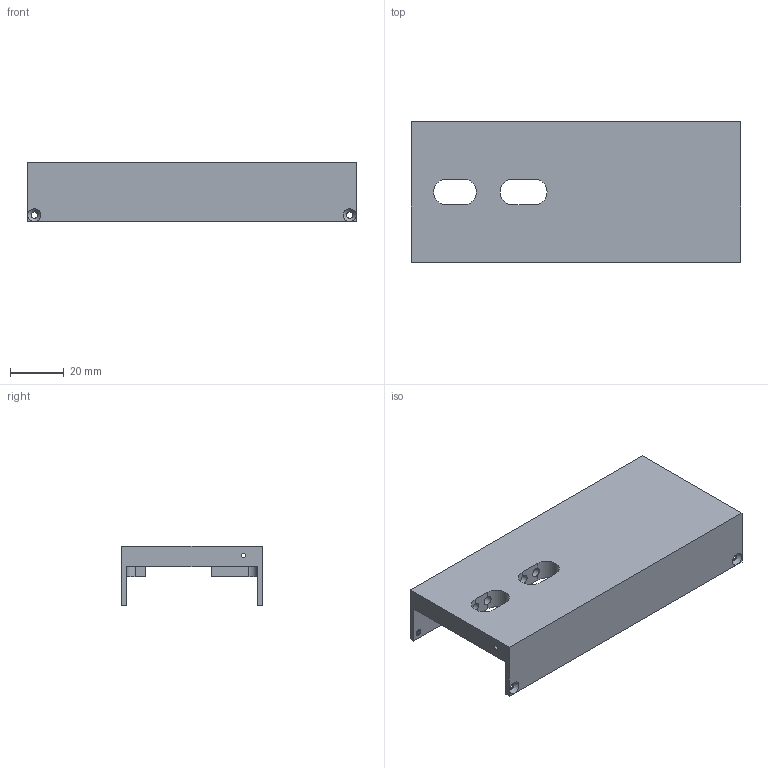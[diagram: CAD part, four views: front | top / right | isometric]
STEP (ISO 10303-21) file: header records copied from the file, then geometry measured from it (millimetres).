
FILE_DESCRIPTION(/* description */ ('Unknown'),/* implementation_level */ '2;1');
FILE_NAME(/* name */ 'PF-391-547-06_LOWER_COVER',/* time_stamp */ '2024-05-02T08:34:12-07:00',/* author */ ('Unknown'),/* organization */ ('Unknown'),/* preprocessor_version */ 'ST-DEVELOPER v18.104',/* originating_system */ 'Solid Edge',/* authorisation */ 'Unknown');
FILE_SCHEMA (('AUTOMOTIVE_DESIGN {1 0 10303 214 3 1 1}'));
Length unit declared in the file: millimetre
Products named in the file (1): mo39154706
Bounding box: 121.92 x 52.07 x 22.23 mm (x, y, z)
Volume: 38792.2 mm3; surface area: 25366.3 mm2
Topology: 1 solids, 1 shells, 63 faces, 182 edges, 121 vertices
Faces by surface type: plane 32, cylinder 26, cone 5
Full cylindrical faces by diameter (mm): 1.587 x1, 2.388 x4, 2.459 x1, 3.454 x4, 4.496 x4
Entity records: 2429 total; most frequent: CARTESIAN_POINT 350, DIRECTION 334, ORIENTED_EDGE 308, EDGE_CURVE 154, AXIS2_PLACEMENT_3D 120, VERTEX_POINT 112, EDGE_LOOP 104, FACE_BOUND 104
